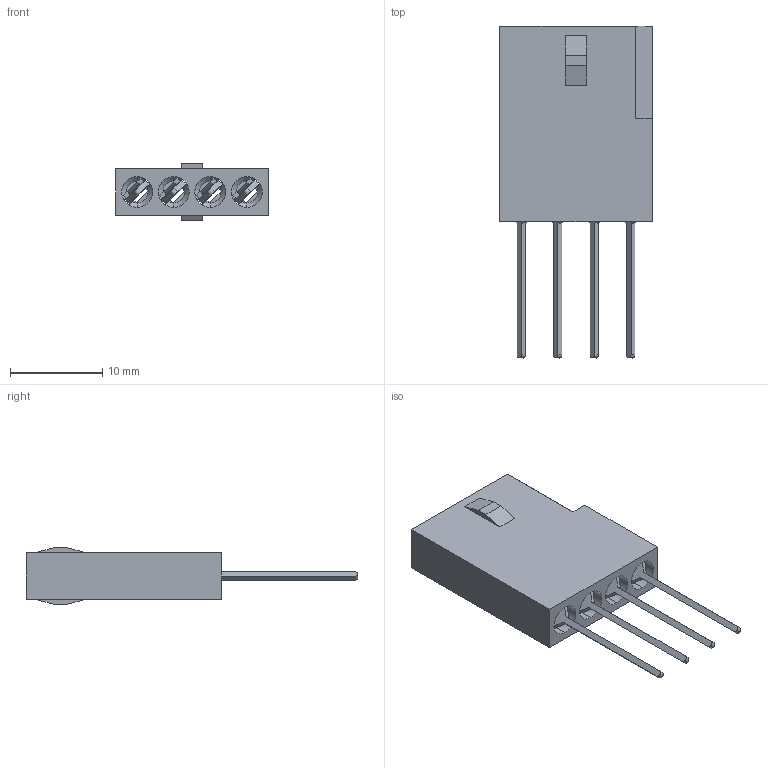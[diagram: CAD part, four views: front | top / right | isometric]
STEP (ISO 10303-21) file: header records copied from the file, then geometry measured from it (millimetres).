
FILE_DESCRIPTION (( 'STEP AP203' ), '1' );
FILE_NAME ('556-004-541-101.STEP', '2020-03-13T14:37:26', ( '' ), ( '' ), 'SwSTEP 2.0', 'SolidWorks 2016', '' );
FILE_SCHEMA (( 'CONFIG_CONTROL_DESIGN' ));
Length unit declared in the file: millimetre
Products named in the file (3): 556-004-541-101; 556-210-001_556-004-000-101; 516-292-001_541 Contact
Assembly tree (5 placements, depth 2):
  556-004-541-101
    556-210-001_556-004-000-101
    516-292-001_541 Contact  x4
Bounding box: 16.54 x 35.98 x 6.22 mm (x, y, z)
Volume: 1297.6 mm3; surface area: 2757 mm2
Topology: 5 solids, 5 shells, 412 faces, 1184 edges, 784 vertices
Faces by surface type: plane 260, cylinder 120, bspline 24, cone 8
Entity records: 7024 total; most frequent: CARTESIAN_POINT 1563, ORIENTED_EDGE 1120, DIRECTION 994, EDGE_CURVE 560, VERTEX_POINT 370, LINE 358, VECTOR 358, AXIS2_PLACEMENT_3D 318
